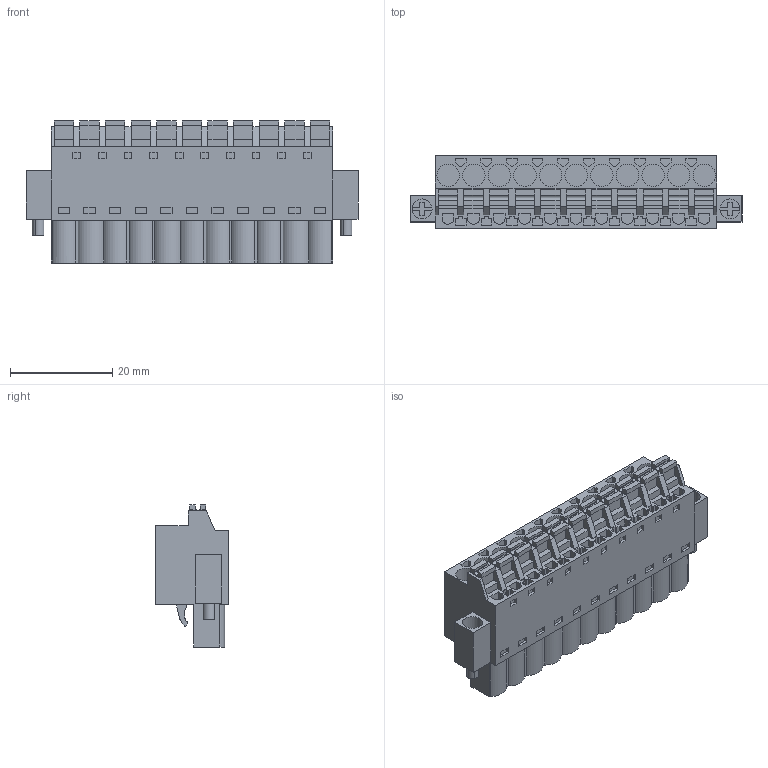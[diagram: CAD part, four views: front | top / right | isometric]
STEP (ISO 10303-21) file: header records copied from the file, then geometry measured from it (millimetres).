
FILE_DESCRIPTION(('CATIA V5 STEP Exchange','CAx-IF Rec.Pracs.--- Model Styling and Organization---1.2---2011-12-15'),'2;1');
FILE_NAME ('D1446732_0_1017530000_1017530000.stp','2017-04-27T11:23:00+00:00',('none'),('Weidmueller'),'CATIA Version 5-6 Release 2014','CATIA V5 STEP AP214','none');
FILE_SCHEMA(('AUTOMOTIVE_DESIGN { 1 0 10303 214 1 1 1 1 }'));
Length unit declared in the file: millimetre
Products named in the file (1): 1017530000
Bounding box: 64.8 x 14.2 x 27.73 mm (x, y, z)
Volume: 14206.6 mm3; surface area: 8126.8 mm2
Topology: 14 solids, 14 shells, 975 faces, 2814 edges, 1960 vertices
Faces by surface type: plane 870, cylinder 101, extrusion 4
Entity records: 31206 total; most frequent: ORIENTED_EDGE 5628, CARTESIAN_POINT 5621, DIRECTION 4092, EDGE_CURVE 2814, VECTOR 2579, LINE 2575, VERTEX_POINT 1960, EDGE_LOOP 1092
